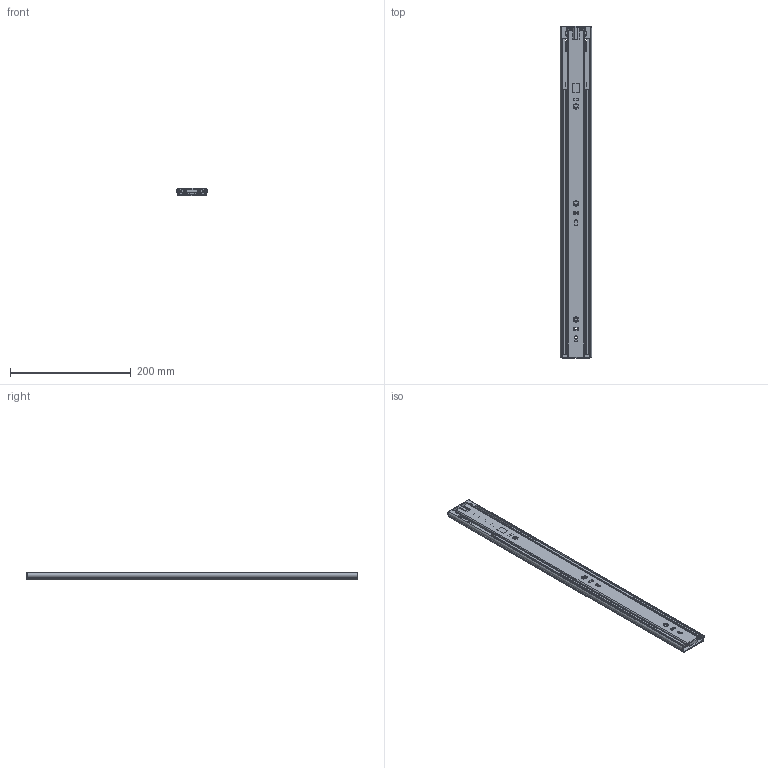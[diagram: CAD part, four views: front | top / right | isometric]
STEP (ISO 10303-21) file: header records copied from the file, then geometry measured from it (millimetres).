
FILE_DESCRIPTION(/* description */ (''),/* implementation_level */ '2;1');
FILE_NAME(/* name */ 'TS_805213_SC-550.stp',/* time_stamp */ '2015-06-18T09:28:51+02:00',/* author */ ('Kosta'),/* organization */ (''),/* preprocessor_version */ 'ST-DEVELOPER v15.2',/* originating_system */ 'Autodesk Inventor 2014',/* authorisation */ '');
FILE_SCHEMA (('AUTOMOTIVE_DESIGN { 1 0 10303 214 3 1 1 }'));
Length unit declared in the file: millimetre
Products named in the file (17): Schiene_breit; SC_Mechanismus1; SC_Mechanismus2; SC_Mechanismus3; SC_Mechanismus4; SC_Mechanismus; Schiene_mittig; Kugel_5mm; Kugelkäfig; BG_Kugelkäfig; Kugelschiene; BG_Kugelschiene; Schiene_Schmal; Begrenzer; Lock_Mechanismus1; Lock_Mechanismus2; TS_805213_SC-550
Bounding box: 51.89 x 550 x 12.9 mm (x, y, z)
Volume: 165648 mm3; surface area: 208659 mm2
Topology: 90 solids, 90 shells, 1573 faces, 4529 edges, 2970 vertices
Faces by surface type: plane 892, cylinder 576, sphere 52, torus 38, bspline 15
Full cylindrical faces by diameter (mm): 4.5 x4, 4.75 x2, 5 x1, 6.2 x4, 6.5 x1, 7 x4
Entity records: 24813 total; most frequent: CARTESIAN_POINT 5285, DIRECTION 3994, ORIENTED_EDGE 3992, EDGE_CURVE 1996, LINE 1366, VECTOR 1366, VERTEX_POINT 1332, AXIS2_PLACEMENT_3D 1314
